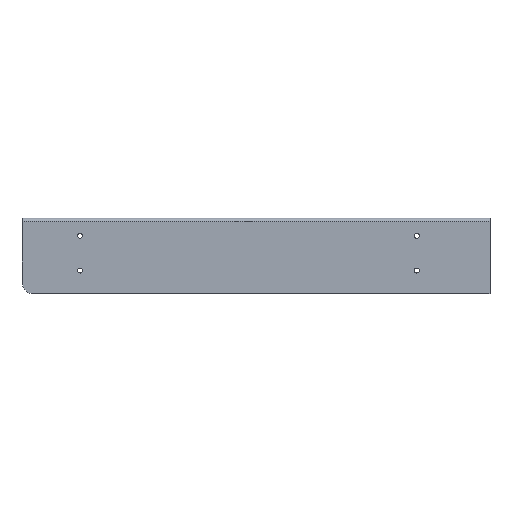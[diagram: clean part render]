
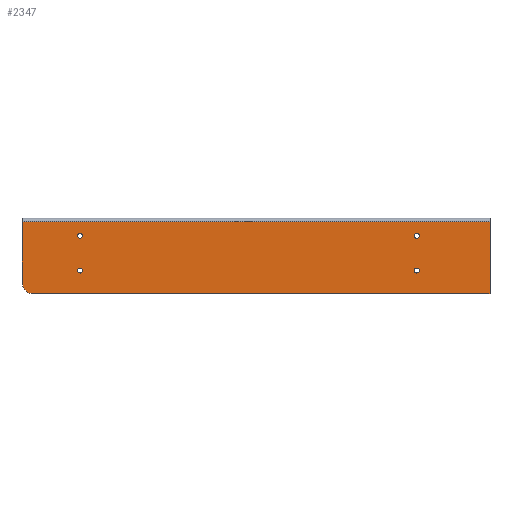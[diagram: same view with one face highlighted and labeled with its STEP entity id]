
A CAD part, front view. The second image highlights one B-rep face of the part: STEP entity #2347.
In plain terms, the highlighted planar face has unit normal (0, -1, 0).
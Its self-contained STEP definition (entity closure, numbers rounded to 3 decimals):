
#17 = EDGE_LOOP ( 'NONE', ( #2670, #777 ) ) ;
#78 = DIRECTION ( 'NONE',  ( 0., 0., 1. ) ) ;
#111 = EDGE_LOOP ( 'NONE', ( #880, #2049 ) ) ;
#116 = LINE ( 'NONE', #1666, #3327 ) ;
#123 = DIRECTION ( 'NONE',  ( 0., 0., 1. ) ) ;
#125 = VERTEX_POINT ( 'NONE', #3415 ) ;
#219 = CARTESIAN_POINT ( 'NONE',  ( 266., -51.25, -3. ) ) ;
#247 = AXIS2_PLACEMENT_3D ( 'NONE', #459, #372, #676 ) ;
#249 = CARTESIAN_POINT ( 'NONE',  ( 74., -51.25, -17.15 ) ) ;
#253 = CARTESIAN_POINT ( 'NONE',  ( -266., -51.25, 0. ) ) ;
#262 = ORIENTED_EDGE ( 'NONE', *, *, #2148, .T. ) ;
#308 = CIRCLE ( 'NONE', #1706, 2.15 ) ;
#333 = VERTEX_POINT ( 'NONE', #843 ) ;
#355 = AXIS2_PLACEMENT_3D ( 'NONE', #4136, #2902, #1938 ) ;
#372 = DIRECTION ( 'NONE',  ( 0., 1., 0. ) ) ;
#459 = CARTESIAN_POINT ( 'NONE',  ( 74., -51.25, -15. ) ) ;
#467 = VERTEX_POINT ( 'NONE', #3818 ) ;
#510 = DIRECTION ( 'NONE',  ( 0., 0., -1. ) ) ;
#516 = VERTEX_POINT ( 'NONE', #2616 ) ;
#531 = PLANE ( 'NONE',  #686 ) ;
#636 = VECTOR ( 'NONE', #877, 1000. ) ;
#676 = DIRECTION ( 'NONE',  ( 0., 0., 1. ) ) ;
#686 = AXIS2_PLACEMENT_3D ( 'NONE', #1172, #3770, #510 ) ;
#774 = EDGE_CURVE ( 'NONE', #125, #1703, #308, .T. ) ;
#776 = CARTESIAN_POINT ( 'NONE',  ( -216., -51.25, -15. ) ) ;
#777 = ORIENTED_EDGE ( 'NONE', *, *, #774, .T. ) ;
#799 = EDGE_CURVE ( 'NONE', #1789, #333, #3401, .T. ) ;
#843 = CARTESIAN_POINT ( 'NONE',  ( -216., -51.25, -17.15 ) ) ;
#852 = EDGE_CURVE ( 'NONE', #467, #2754, #1148, .T. ) ;
#877 = DIRECTION ( 'NONE',  ( 0., 0., 1. ) ) ;
#880 = ORIENTED_EDGE ( 'NONE', *, *, #2744, .T. ) ;
#927 = EDGE_CURVE ( 'NONE', #3696, #516, #2113, .T. ) ;
#966 = AXIS2_PLACEMENT_3D ( 'NONE', #1674, #2971, #78 ) ;
#969 = VERTEX_POINT ( 'NONE', #3704 ) ;
#1046 = ORIENTED_EDGE ( 'NONE', *, *, #1497, .T. ) ;
#1093 = DIRECTION ( 'NONE',  ( -1., 0., 0. ) ) ;
#1114 = DIRECTION ( 'NONE',  ( 0., 1., 0. ) ) ;
#1148 = LINE ( 'NONE', #253, #2671 ) ;
#1172 = CARTESIAN_POINT ( 'NONE',  ( 266., -51.25, 0. ) ) ;
#1176 = LINE ( 'NONE', #2704, #636 ) ;
#1185 = CARTESIAN_POINT ( 'NONE',  ( -216., -51.25, -12.85 ) ) ;
#1192 = DIRECTION ( 'NONE',  ( 0., 0., 1. ) ) ;
#1229 = FACE_OUTER_BOUND ( 'NONE', #2328, .T. ) ;
#1238 = EDGE_CURVE ( 'NONE', #516, #3696, #2051, .T. ) ;
#1350 = CARTESIAN_POINT ( 'NONE',  ( 74., -51.25, -45. ) ) ;
#1472 = EDGE_LOOP ( 'NONE', ( #2757, #2691 ) ) ;
#1479 = CARTESIAN_POINT ( 'NONE',  ( -216., -51.25, -45. ) ) ;
#1497 = EDGE_CURVE ( 'NONE', #467, #2572, #3122, .T. ) ;
#1520 = DIRECTION ( 'NONE',  ( 0., 0., 1. ) ) ;
#1561 = EDGE_CURVE ( 'NONE', #969, #2572, #116, .T. ) ;
#1610 = ORIENTED_EDGE ( 'NONE', *, *, #1238, .T. ) ;
#1624 = DIRECTION ( 'NONE',  ( 0., 0., -1. ) ) ;
#1643 = AXIS2_PLACEMENT_3D ( 'NONE', #3487, #4083, #1520 ) ;
#1666 = CARTESIAN_POINT ( 'NONE',  ( 266., -51.25, -65. ) ) ;
#1674 = CARTESIAN_POINT ( 'NONE',  ( -216., -51.25, -15. ) ) ;
#1692 = CIRCLE ( 'NONE', #355, 2.15 ) ;
#1703 = VERTEX_POINT ( 'NONE', #3093 ) ;
#1706 = AXIS2_PLACEMENT_3D ( 'NONE', #1350, #2313, #123 ) ;
#1716 = CARTESIAN_POINT ( 'NONE',  ( -256., -51.25, -65. ) ) ;
#1787 = DIRECTION ( 'NONE',  ( 0., 0., 1. ) ) ;
#1789 = VERTEX_POINT ( 'NONE', #1185 ) ;
#1838 = AXIS2_PLACEMENT_3D ( 'NONE', #1479, #2824, #2780 ) ;
#1879 = EDGE_CURVE ( 'NONE', #1703, #125, #1692, .T. ) ;
#1907 = AXIS2_PLACEMENT_3D ( 'NONE', #2784, #3371, #1192 ) ;
#1938 = DIRECTION ( 'NONE',  ( 0., 0., 1. ) ) ;
#1987 = VERTEX_POINT ( 'NONE', #2046 ) ;
#2046 = CARTESIAN_POINT ( 'NONE',  ( 137., -51.25, -3. ) ) ;
#2049 = ORIENTED_EDGE ( 'NONE', *, *, #3714, .T. ) ;
#2051 = CIRCLE ( 'NONE', #247, 2.15 ) ;
#2113 = CIRCLE ( 'NONE', #1907, 2.15 ) ;
#2134 = ORIENTED_EDGE ( 'NONE', *, *, #1561, .F. ) ;
#2148 = EDGE_CURVE ( 'NONE', #1987, #2754, #3109, .T. ) ;
#2313 = DIRECTION ( 'NONE',  ( 0., 1., 0. ) ) ;
#2328 = EDGE_LOOP ( 'NONE', ( #2681, #262, #3862, #1046, #2134 ) ) ;
#2347 = ADVANCED_FACE ( 'NONE', ( #3725, #3120, #4122, #1229, #2524 ), #531, .T. ) ;
#2445 = DIRECTION ( 'NONE',  ( 0., 0., 1. ) ) ;
#2524 = FACE_BOUND ( 'NONE', #2950, .T. ) ;
#2572 = VERTEX_POINT ( 'NONE', #1716 ) ;
#2616 = CARTESIAN_POINT ( 'NONE',  ( 74., -51.25, -12.85 ) ) ;
#2670 = ORIENTED_EDGE ( 'NONE', *, *, #1879, .T. ) ;
#2671 = VECTOR ( 'NONE', #1787, 1000. ) ;
#2681 = ORIENTED_EDGE ( 'NONE', *, *, #4052, .T. ) ;
#2691 = ORIENTED_EDGE ( 'NONE', *, *, #3953, .T. ) ;
#2704 = CARTESIAN_POINT ( 'NONE',  ( 137., -51.25, -65. ) ) ;
#2744 = EDGE_CURVE ( 'NONE', #2982, #3778, #4129, .T. ) ;
#2754 = VERTEX_POINT ( 'NONE', #2806 ) ;
#2757 = ORIENTED_EDGE ( 'NONE', *, *, #799, .T. ) ;
#2780 = DIRECTION ( 'NONE',  ( 0., 0., 1. ) ) ;
#2784 = CARTESIAN_POINT ( 'NONE',  ( 74., -51.25, -15. ) ) ;
#2805 = CARTESIAN_POINT ( 'NONE',  ( -216., -51.25, -47.15 ) ) ;
#2806 = CARTESIAN_POINT ( 'NONE',  ( -266., -51.25, -3. ) ) ;
#2824 = DIRECTION ( 'NONE',  ( 0., 1., 0. ) ) ;
#2855 = AXIS2_PLACEMENT_3D ( 'NONE', #3216, #3255, #1624 ) ;
#2902 = DIRECTION ( 'NONE',  ( 0., 1., 0. ) ) ;
#2943 = CARTESIAN_POINT ( 'NONE',  ( -216., -51.25, -42.85 ) ) ;
#2950 = EDGE_LOOP ( 'NONE', ( #1610, #3197 ) ) ;
#2971 = DIRECTION ( 'NONE',  ( 0., 1., 0. ) ) ;
#2982 = VERTEX_POINT ( 'NONE', #2943 ) ;
#3068 = CIRCLE ( 'NONE', #3670, 2.15 ) ;
#3093 = CARTESIAN_POINT ( 'NONE',  ( 74., -51.25, -42.85 ) ) ;
#3109 = LINE ( 'NONE', #219, #3323 ) ;
#3120 = FACE_BOUND ( 'NONE', #111, .T. ) ;
#3122 = CIRCLE ( 'NONE', #2855, 10. ) ;
#3197 = ORIENTED_EDGE ( 'NONE', *, *, #927, .T. ) ;
#3216 = CARTESIAN_POINT ( 'NONE',  ( -256., -51.25, -55. ) ) ;
#3255 = DIRECTION ( 'NONE',  ( 0., -1., 0. ) ) ;
#3323 = VECTOR ( 'NONE', #1093, 1000. ) ;
#3327 = VECTOR ( 'NONE', #3976, 1000. ) ;
#3371 = DIRECTION ( 'NONE',  ( 0., 1., 0. ) ) ;
#3401 = CIRCLE ( 'NONE', #966, 2.15 ) ;
#3415 = CARTESIAN_POINT ( 'NONE',  ( 74., -51.25, -47.15 ) ) ;
#3465 = CIRCLE ( 'NONE', #1643, 2.15 ) ;
#3487 = CARTESIAN_POINT ( 'NONE',  ( -216., -51.25, -45. ) ) ;
#3670 = AXIS2_PLACEMENT_3D ( 'NONE', #776, #1114, #2445 ) ;
#3696 = VERTEX_POINT ( 'NONE', #249 ) ;
#3704 = CARTESIAN_POINT ( 'NONE',  ( 137., -51.25, -65. ) ) ;
#3714 = EDGE_CURVE ( 'NONE', #3778, #2982, #3465, .T. ) ;
#3725 = FACE_BOUND ( 'NONE', #1472, .T. ) ;
#3770 = DIRECTION ( 'NONE',  ( 0., -1., 0. ) ) ;
#3778 = VERTEX_POINT ( 'NONE', #2805 ) ;
#3818 = CARTESIAN_POINT ( 'NONE',  ( -266., -51.25, -55. ) ) ;
#3862 = ORIENTED_EDGE ( 'NONE', *, *, #852, .F. ) ;
#3953 = EDGE_CURVE ( 'NONE', #333, #1789, #3068, .T. ) ;
#3976 = DIRECTION ( 'NONE',  ( -1., 0., 0. ) ) ;
#4052 = EDGE_CURVE ( 'NONE', #969, #1987, #1176, .T. ) ;
#4083 = DIRECTION ( 'NONE',  ( 0., 1., 0. ) ) ;
#4122 = FACE_BOUND ( 'NONE', #17, .T. ) ;
#4129 = CIRCLE ( 'NONE', #1838, 2.15 ) ;
#4136 = CARTESIAN_POINT ( 'NONE',  ( 74., -51.25, -45. ) ) ;
